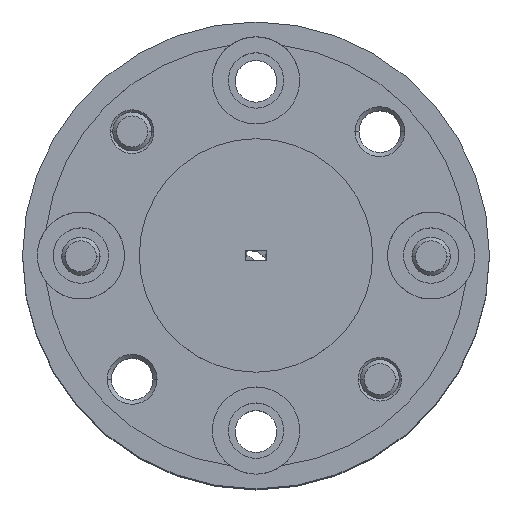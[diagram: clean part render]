
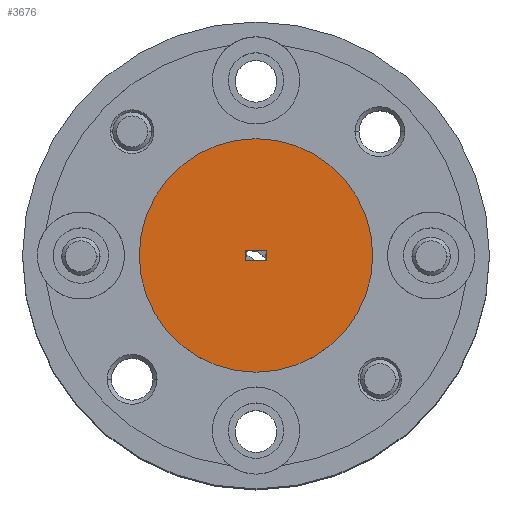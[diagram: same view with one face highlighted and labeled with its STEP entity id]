
A CAD part, top view. The second image highlights one B-rep face of the part: STEP entity #3676.
In plain terms, the highlighted planar face has unit normal (0, 0, 1).
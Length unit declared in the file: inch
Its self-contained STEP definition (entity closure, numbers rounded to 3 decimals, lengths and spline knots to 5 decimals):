
#96 = ORIENTED_EDGE ( 'NONE', *, *, #2156, .T. ) ;
#347 = VECTOR ( 'NONE', #618, 39.37008 ) ;
#355 = CARTESIAN_POINT ( 'NONE',  ( 3.81753, 0.01349, 0.74958 ) ) ;
#618 = DIRECTION ( 'NONE',  ( 0., -1., 0. ) ) ;
#643 = ORIENTED_EDGE ( 'NONE', *, *, #7087, .F. ) ;
#1103 = CARTESIAN_POINT ( 'NONE',  ( 3.80053, 0.00499, 0.74958 ) ) ;
#1263 = DIRECTION ( 'NONE',  ( -1., 0., 0. ) ) ;
#1347 = DIRECTION ( 'NONE',  ( 0., 1., 0. ) ) ;
#1710 = CARTESIAN_POINT ( 'NONE',  ( 3.80053, 0.00499, 0.74958 ) ) ;
#1948 = AXIS2_PLACEMENT_3D ( 'NONE', #6710, #2138, #6085 ) ;
#2027 = FACE_OUTER_BOUND ( 'NONE', #2765, .T. ) ;
#2060 = ORIENTED_EDGE ( 'NONE', *, *, #6814, .F. ) ;
#2138 = DIRECTION ( 'NONE',  ( 0., 0., 1. ) ) ;
#2156 = EDGE_CURVE ( 'NONE', #3603, #6831, #2958, .T. ) ;
#2204 = CARTESIAN_POINT ( 'NONE',  ( 3.78353, -0.00351, 0.74958 ) ) ;
#2352 = VECTOR ( 'NONE', #3204, 39.37008 ) ;
#2461 = CARTESIAN_POINT ( 'NONE',  ( 3.98803, 0.00499, 0.74958 ) ) ;
#2581 = DIRECTION ( 'NONE',  ( 0., 0., 1. ) ) ;
#2591 = LINE ( 'NONE', #355, #2927 ) ;
#2661 = LINE ( 'NONE', #7013, #3914 ) ;
#2765 = EDGE_LOOP ( 'NONE', ( #96, #6845 ) ) ;
#2927 = VECTOR ( 'NONE', #1347, 39.37008 ) ;
#2958 = CIRCLE ( 'NONE', #6969, 0.1875 ) ;
#3025 = EDGE_CURVE ( 'NONE', #5352, #4422, #6961, .T. ) ;
#3171 = EDGE_CURVE ( 'NONE', #5035, #4473, #2591, .T. ) ;
#3204 = DIRECTION ( 'NONE',  ( 1., 0., 0. ) ) ;
#3535 = CARTESIAN_POINT ( 'NONE',  ( 3.81753, 0.01349, 0.74958 ) ) ;
#3603 = VERTEX_POINT ( 'NONE', #2461 ) ;
#3676 = ADVANCED_FACE ( 'NONE', ( #7315, #2027 ), #4969, .T. ) ;
#3914 = VECTOR ( 'NONE', #1263, 39.37008 ) ;
#3990 = EDGE_LOOP ( 'NONE', ( #6014, #2060, #6532, #643 ) ) ;
#4339 = LINE ( 'NONE', #6099, #2352 ) ;
#4422 = VERTEX_POINT ( 'NONE', #2204 ) ;
#4473 = VERTEX_POINT ( 'NONE', #3535 ) ;
#4969 = PLANE ( 'NONE',  #1948 ) ;
#5035 = VERTEX_POINT ( 'NONE', #6225 ) ;
#5110 = DIRECTION ( 'NONE',  ( 1., 0., 0. ) ) ;
#5300 = CARTESIAN_POINT ( 'NONE',  ( 3.78353, 0.01349, 0.74958 ) ) ;
#5344 = EDGE_CURVE ( 'NONE', #6831, #3603, #5573, .T. ) ;
#5352 = VERTEX_POINT ( 'NONE', #5300 ) ;
#5529 = CARTESIAN_POINT ( 'NONE',  ( 3.61303, 0.00499, 0.74958 ) ) ;
#5573 = CIRCLE ( 'NONE', #6277, 0.1875 ) ;
#5691 = DIRECTION ( 'NONE',  ( 0., 0., 1. ) ) ;
#6014 = ORIENTED_EDGE ( 'NONE', *, *, #3171, .F. ) ;
#6085 = DIRECTION ( 'NONE',  ( 1., 0., 0. ) ) ;
#6099 = CARTESIAN_POINT ( 'NONE',  ( 3.78353, -0.00351, 0.74958 ) ) ;
#6225 = CARTESIAN_POINT ( 'NONE',  ( 3.81753, -0.00351, 0.74958 ) ) ;
#6277 = AXIS2_PLACEMENT_3D ( 'NONE', #1103, #5691, #5110 ) ;
#6432 = CARTESIAN_POINT ( 'NONE',  ( 3.78353, 0.01349, 0.74958 ) ) ;
#6532 = ORIENTED_EDGE ( 'NONE', *, *, #3025, .F. ) ;
#6710 = CARTESIAN_POINT ( 'NONE',  ( 3.80053, 0.00499, 0.74958 ) ) ;
#6728 = DIRECTION ( 'NONE',  ( 1., 0., 0. ) ) ;
#6814 = EDGE_CURVE ( 'NONE', #4422, #5035, #4339, .T. ) ;
#6831 = VERTEX_POINT ( 'NONE', #5529 ) ;
#6845 = ORIENTED_EDGE ( 'NONE', *, *, #5344, .T. ) ;
#6961 = LINE ( 'NONE', #6432, #347 ) ;
#6969 = AXIS2_PLACEMENT_3D ( 'NONE', #1710, #2581, #6728 ) ;
#7013 = CARTESIAN_POINT ( 'NONE',  ( 3.78353, 0.01349, 0.74958 ) ) ;
#7087 = EDGE_CURVE ( 'NONE', #4473, #5352, #2661, .T. ) ;
#7315 = FACE_BOUND ( 'NONE', #3990, .T. ) ;
